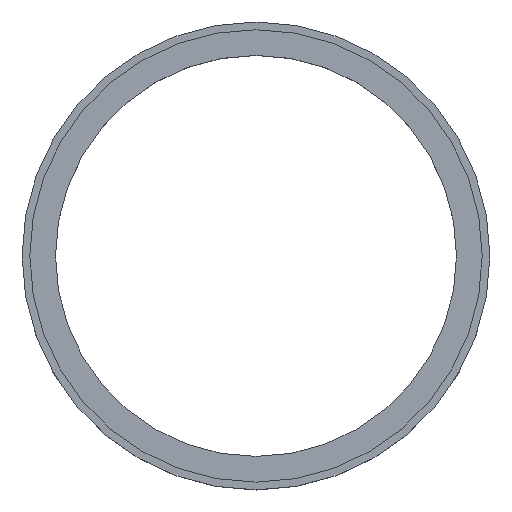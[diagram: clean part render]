
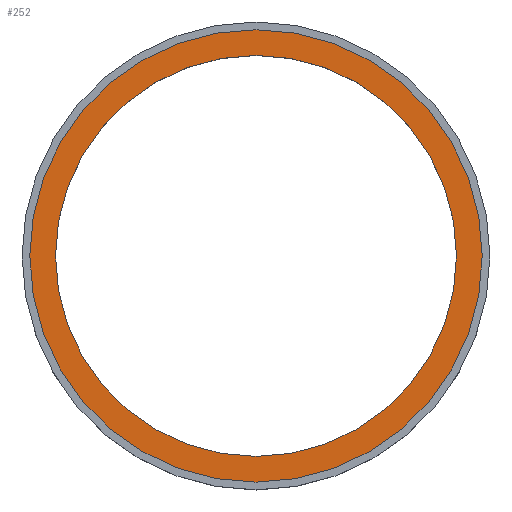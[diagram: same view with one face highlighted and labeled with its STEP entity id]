
A CAD part, top view. The second image highlights one B-rep face of the part: STEP entity #252.
In plain terms, the highlighted planar face has unit normal (0, 0, 1).
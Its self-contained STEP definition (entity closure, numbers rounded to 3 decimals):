
#201=CARTESIAN_POINT('',(15.0,0.,6.3));
#202=VERTEX_POINT('',#201);
#203=CARTESIAN_POINT('',(0.0,0.0,6.3));
#204=DIRECTION('',(0.0,0.0,-1.0));
#205=DIRECTION('',(-1.0,0.0,0.0));
#206=AXIS2_PLACEMENT_3D('',#203,#204,#205);
#207=CIRCLE('',#206,15.0);
#208=EDGE_CURVE('',#202,#202,#207,.T.);
#218=CARTESIAN_POINT('',(16.92,0.,6.3));
#219=VERTEX_POINT('',#218);
#220=CARTESIAN_POINT('',(0.0,0.0,6.3));
#221=DIRECTION('',(0.0,0.0,-1.0));
#222=DIRECTION('',(-1.0,0.0,0.0));
#223=AXIS2_PLACEMENT_3D('',#220,#221,#222);
#224=CIRCLE('',#223,16.92);
#225=EDGE_CURVE('',#219,#219,#224,.T.);
#241=CARTESIAN_POINT('',(0.0,0.0,6.3));
#242=DIRECTION('',(0.0,0.0,-1.0));
#243=DIRECTION('',(-1.0,0.0,0.0));
#244=AXIS2_PLACEMENT_3D('',#241,#242,#243);
#245=PLANE('',#244);
#246=ORIENTED_EDGE('',*,*,#225,.F.);
#247=EDGE_LOOP('',(#246));
#248=FACE_OUTER_BOUND('',#247,.T.);
#249=ORIENTED_EDGE('',*,*,#208,.T.);
#250=EDGE_LOOP('',(#249));
#251=FACE_BOUND('',#250,.T.);
#252=ADVANCED_FACE('',(#248,#251),#245,.F.);
